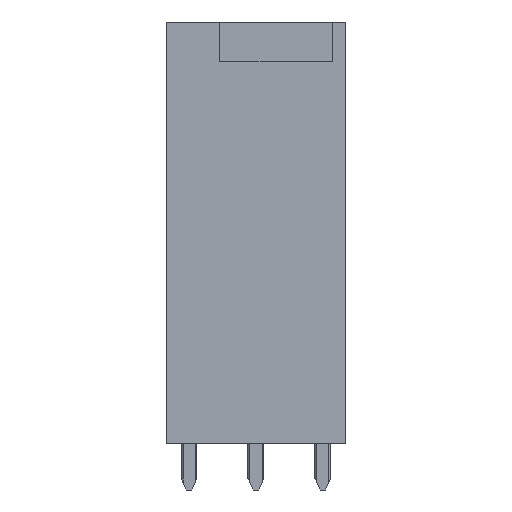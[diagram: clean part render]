
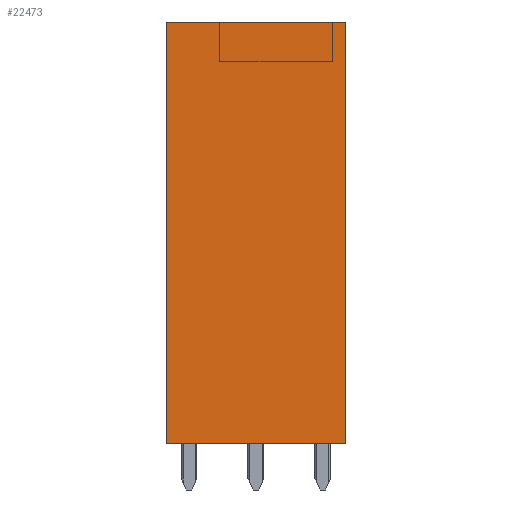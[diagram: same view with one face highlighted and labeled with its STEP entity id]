
A CAD part, left-side view. The second image highlights one B-rep face of the part: STEP entity #22473.
In plain terms, the highlighted planar face has unit normal (-1, 0, 0).
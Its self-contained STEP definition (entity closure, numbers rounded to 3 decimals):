
#22465=AXIS2_PLACEMENT_3D('Plane Axis2P3D',#22462,#22463,#22464) ;
#872=CARTESIAN_POINT('Vertex',(0.,13.6,35.5)) ;
#875=CARTESIAN_POINT('Line Origine',(0.,6.8,35.5)) ;
#879=CARTESIAN_POINT('Vertex',(0.,0.,35.5)) ;
#12154=CARTESIAN_POINT('Vertex',(0.,0.,3.5)) ;
#12157=CARTESIAN_POINT('Line Origine',(0.,6.8,3.5)) ;
#12161=CARTESIAN_POINT('Vertex',(0.,13.6,3.5)) ;
#19938=CARTESIAN_POINT('Line Origine',(0.,13.6,19.5)) ;
#22153=CARTESIAN_POINT('Line Origine',(0.,0.,19.5)) ;
#22462=CARTESIAN_POINT('Axis2P3D Location',(0.,0.,0.)) ;
#876=DIRECTION('Vector Direction',(0.,-1.,0.)) ;
#12158=DIRECTION('Vector Direction',(0.,1.,0.)) ;
#19939=DIRECTION('Vector Direction',(0.,0.,1.)) ;
#22154=DIRECTION('Vector Direction',(0.,0.,-1.)) ;
#22463=DIRECTION('Axis2P3D Direction',(-1.,0.,0.)) ;
#22464=DIRECTION('Axis2P3D XDirection',(0.,0.,1.)) ;
#877=VECTOR('Line Direction',#876,1.) ;
#12159=VECTOR('Line Direction',#12158,1.) ;
#19940=VECTOR('Line Direction',#19939,1.) ;
#22155=VECTOR('Line Direction',#22154,1.) ;
#22468=ORIENTED_EDGE('',*,*,#22157,.T.) ;
#22469=ORIENTED_EDGE('',*,*,#881,.T.) ;
#22470=ORIENTED_EDGE('',*,*,#19942,.T.) ;
#22471=ORIENTED_EDGE('',*,*,#12163,.T.) ;
#22473=ADVANCED_FACE('HOUSING',(#22472),#22466,.T.) ;
#881=EDGE_CURVE('',#880,#873,#878,.F.) ;
#12163=EDGE_CURVE('',#12162,#12155,#12160,.F.) ;
#19942=EDGE_CURVE('',#873,#12162,#19941,.F.) ;
#22157=EDGE_CURVE('',#12155,#880,#22156,.F.) ;
#22467=EDGE_LOOP('',(#22468,#22469,#22470,#22471)) ;
#22472=FACE_OUTER_BOUND('',#22467,.T.) ;
#878=LINE('Line',#875,#877) ;
#12160=LINE('Line',#12157,#12159) ;
#19941=LINE('Line',#19938,#19940) ;
#22156=LINE('Line',#22153,#22155) ;
#22466=PLANE('',#22465) ;
#873=VERTEX_POINT('',#872) ;
#880=VERTEX_POINT('',#879) ;
#12155=VERTEX_POINT('',#12154) ;
#12162=VERTEX_POINT('',#12161) ;
